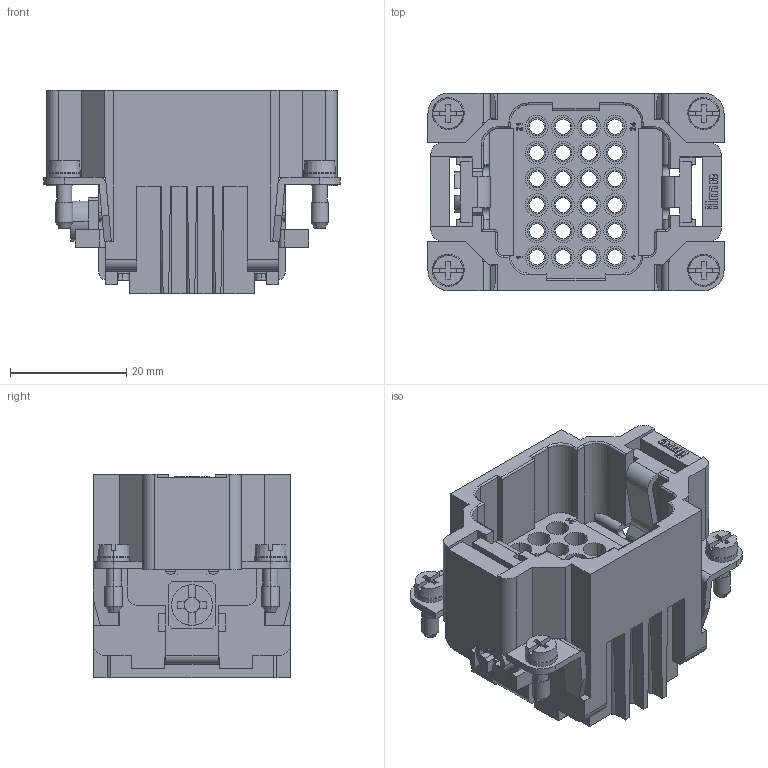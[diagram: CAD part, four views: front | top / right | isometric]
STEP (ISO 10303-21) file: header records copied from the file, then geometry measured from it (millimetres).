
FILE_DESCRIPTION(('Creo Elements/Direct Modeling STEP Export'),'2;1');
FILE_NAME('0ln7uvk46bkl8gm4616','2016-12-23T 9:21:04',(''),(''),'PTC Creo Elements/Direct Modeling STEP processor for AP214 (Solid Model)','PTC Creo Elements/Direct Modeling 19.0E 27-Jun-2016 (C) Parametric Technology GmbH','');
FILE_SCHEMA(('AUTOMOTIVE_DESIGN { 1 0 10303 214 1 1 1 1 }'));
Length unit declared in the file: millimetre
Products named in the file (2): RDDM_24
Assembly tree (1 placements, depth 2):
  RDDM_24
    RDDM_24
Bounding box: 51 x 34 x 35 mm (x, y, z)
Volume: 20338.9 mm3; surface area: 20358 mm2
Topology: 1 solids, 2 shells, 1158 faces, 3009 edges, 1944 vertices
Faces by surface type: plane 645, cylinder 396, cone 64, extrusion 40, torus 13
Entity records: 41984 total; most frequent: CARTESIAN_POINT 6783, ORIENTED_EDGE 6018, DIRECTION 5267, EDGE_CURVE 3009, VECTOR 2011, LINE 1971, VERTEX_POINT 1944, AXIS2_PLACEMENT_3D 1628
